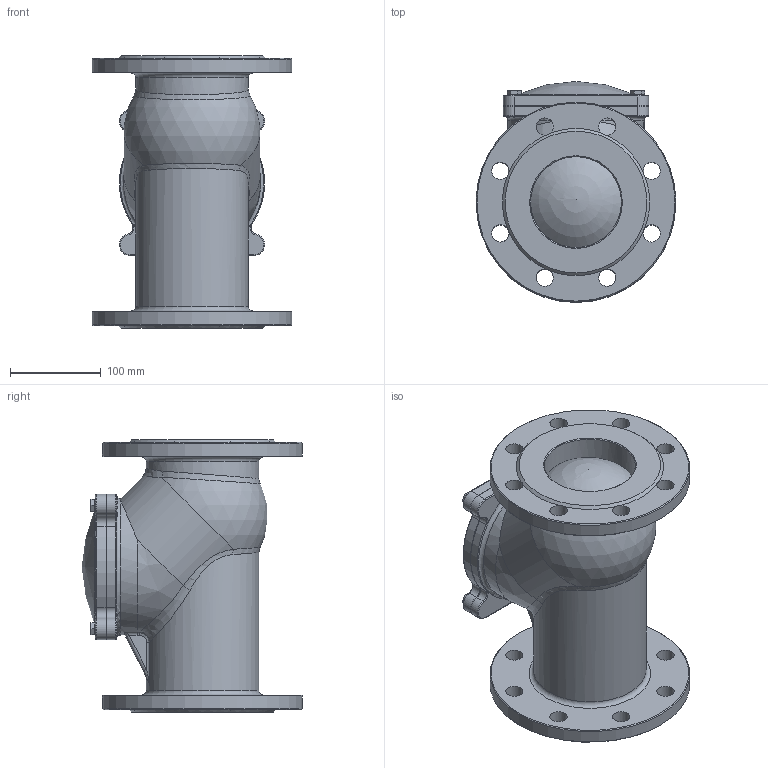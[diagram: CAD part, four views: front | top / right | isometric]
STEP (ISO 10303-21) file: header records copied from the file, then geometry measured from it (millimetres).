
FILE_DESCRIPTION(/* description */ (''),/* implementation_level */ '2;1');
FILE_NAME(/* name */ 'DN100_3D_STEP.stp',/* time_stamp */ '2025-09-29T00:17:45+03:00',/* author */ ('igorr'),/* organization */ (''),/* preprocessor_version */ 'ST-DEVELOPER v20',/* originating_system */ 'Autodesk Inventor 2025',/* authorisation */ '');
FILE_SCHEMA (('AUTOMOTIVE_DESIGN { 1 0 10303 214 3 1 1 }'));
Length unit declared in the file: millimetre
Products named in the file (3): Сборка1; Деталь1; AS 1110 - M8 x 12
Assembly tree (5 placements, depth 2):
  Сборка1
    Деталь1
    AS 1110 - M8 x 12  x4
Bounding box: 220 x 242.96 x 300 mm (x, y, z)
Volume: 5125204 mm3; surface area: 382545.6 mm2
Topology: 5 solids, 5 shells, 303 faces, 773 edges, 479 vertices
Faces by surface type: plane 120, cylinder 76, bspline 42, cone 36, torus 26, sphere 3
Full cylindrical faces by diameter (mm): 8 x4, 9 x4, 13 x4, 19 x16, 100 x2, 124 x2, 150 x1, 220 x2
Entity records: 9022 total; most frequent: CARTESIAN_POINT 3007, ORIENTED_EDGE 1230, DIRECTION 1202, EDGE_CURVE 615, AXIS2_PLACEMENT_3D 500, VERTEX_POINT 389, CIRCLE 281, EDGE_LOOP 272
